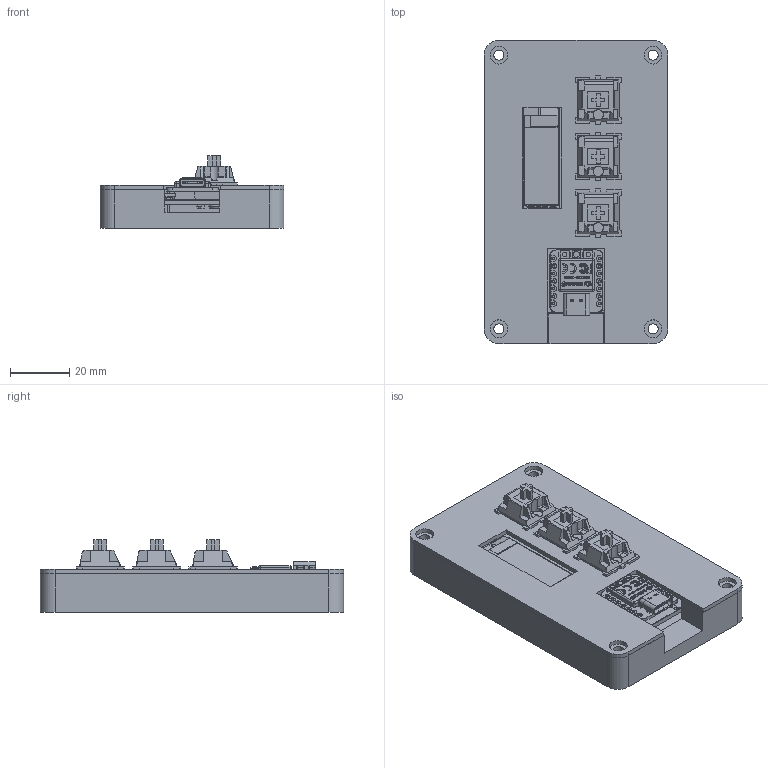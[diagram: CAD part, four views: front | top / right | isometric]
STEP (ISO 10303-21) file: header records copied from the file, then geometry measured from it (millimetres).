
FILE_DESCRIPTION(/* description */ (''),/* implementation_level */ '2;1');
FILE_NAME(/* name */ 'keeb_combined.step',/* time_stamp */ '2025-12-28T14:59:38+05:00',/* author */ (''),/* organization */ (''),/* preprocessor_version */ 'ST-DEVELOPER v20.1',/* originating_system */ 'Autodesk Translation Framework v14.21.0.0',/* authorisation */ '');
FILE_SCHEMA (('AUTOMOTIVE_DESIGN { 1 0 10303 214 3 1 1 }'));
Products named in the file (29): 2025-12-26-22-35-04-965; 2025-12-26-22-35-38-492; 2025-12-27-10-05-55-193; 2025-12-27-10-05-55-194; 2025-12-27-10-05-55-197; 2025-12-27-10-05-55-198; 2025-12-27-10-05-55-199; 2025-12-27-10-05-55-201; 2025-12-27-10-05-55-200; 2025-12-27-10-05-55-202; 2025-12-27-10-05-55-203; 2025-12-27-10-05-55-204; 2025-12-27-10-05-55-205; 2025-12-27-10-05-55-206; 2025-12-27-10-05-55-207; 2025-12-27-10-05-55-208; 2025-12-27-10-05-55-209; 2025-12-27-10-05-55-210; 2025-12-27-10-05-55-211; 2025-12-27-10-05-55-212; 2025-12-27-10-05-55-213; 2025-12-27-10-05-55-214; 2025-12-27-10-05-55-215; 2025-12-27-10-05-55-216; 2025-12-27-10-05-55-194_1; 2025-12-27-10-05-55-194_2; 2025-12-27-10-05-55-195; 2025-12-27-10-05-55-196; 2025-12-28-09-16-00-270
Assembly tree (43 placements, depth 6):
  2025-12-26-22-35-04-965
    2025-12-27-10-05-55-193
      2025-12-27-10-05-55-194
        2025-12-27-10-05-55-195
        2025-12-27-10-05-55-196
      2025-12-27-10-05-55-197
        2025-12-27-10-05-55-198
        2025-12-27-10-05-55-199
        2025-12-27-10-05-55-200  x13
        2025-12-27-10-05-55-201
      2025-12-27-10-05-55-202
        2025-12-27-10-05-55-203
          2025-12-27-10-05-55-204
          2025-12-27-10-05-55-205
          2025-12-27-10-05-55-206
            2025-12-27-10-05-55-207
            2025-12-27-10-05-55-208
            2025-12-27-10-05-55-209
            2025-12-27-10-05-55-210
            2025-12-27-10-05-55-211
          2025-12-27-10-05-55-212
          2025-12-27-10-05-55-213
        2025-12-27-10-05-55-214
      2025-12-27-10-05-55-215
      2025-12-27-10-05-55-216
      2025-12-27-10-05-55-194_1
        2025-12-27-10-05-55-195
        2025-12-27-10-05-55-196
      2025-12-27-10-05-55-194_2
        2025-12-27-10-05-55-195
        2025-12-27-10-05-55-196
    2025-12-28-09-16-00-270
  2025-12-26-22-35-38-492
Bounding box: 62 x 102.28 x 24.52 mm (x, y, z)
Volume: 64373.8 mm3; surface area: 46147 mm2
Topology: 162 solids, 226 shells, 3046 faces, 9309 edges, 6685 vertices
Faces by surface type: plane 2137, cylinder 498, bspline 368, sphere 16, cone 15, torus 12
Full cylindrical faces by diameter (mm): 0.4 x1, 0.5 x2, 0.8 x14, 0.889 x14, 1 x8, 1.5 x8, 1.6 x6, 1.7 x6, 2 x9, 3.4 x4, 3.85 x3, 4 x3, 6 x8
Entity records: 81480 total; most frequent: CARTESIAN_POINT 19642, ORIENTED_EDGE 12403, DIRECTION 11001, EDGE_CURVE 7047, LINE 5383, VECTOR 5383, VERTEX_POINT 5205, AXIS2_PLACEMENT_3D 2809
